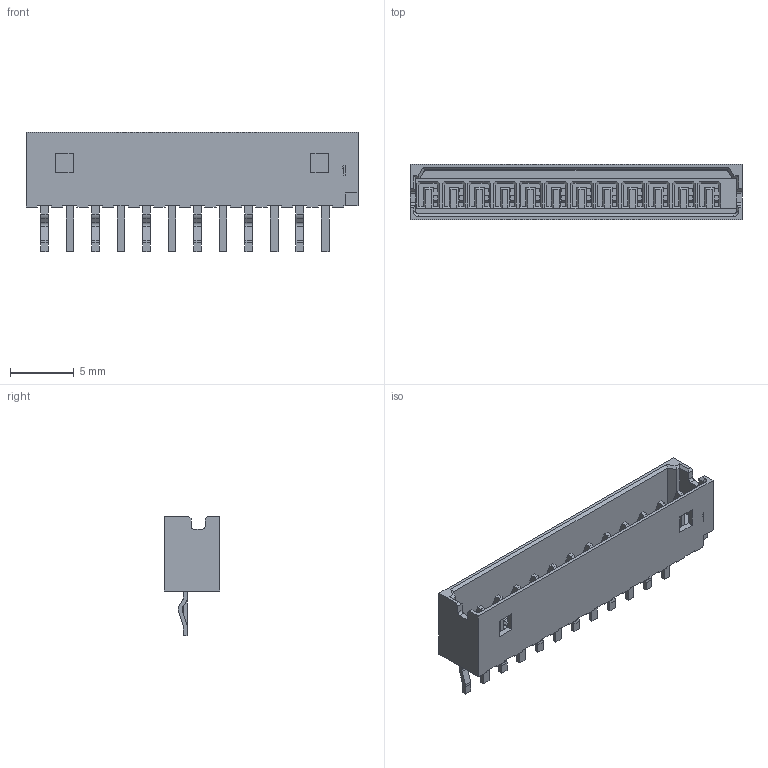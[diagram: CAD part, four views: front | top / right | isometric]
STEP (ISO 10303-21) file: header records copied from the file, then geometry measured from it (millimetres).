
FILE_DESCRIPTION((''),'2;1');
FILE_NAME('530141210','2014-02-27T',('me'),(''),'PRO/ENGINEER BY PARAMETRIC TECHNOLOGY CORPORATION, 2011490','PRO/ENGINEER BY PARAMETRIC TECHNOLOGY CORPORATION, 2011490','');
FILE_SCHEMA(('CONFIG_CONTROL_DESIGN'));
Length unit declared in the file: millimetre
Products named in the file (1): 530141210
Bounding box: 26 x 4.35 x 9.35 mm (x, y, z)
Volume: 297.8 mm3; surface area: 1027.9 mm2
Topology: 1 solids, 1 shells, 634 faces, 1663 edges, 1056 vertices
Faces by surface type: plane 590, cylinder 42, cone 2
Entity records: 18988 total; most frequent: CARTESIAN_POINT 3330, ORIENTED_EDGE 3278, DIRECTION 3043, EDGE_CURVE 1639, VECTOR 1553, LINE 1553, VERTEX_POINT 1032, AXIS2_PLACEMENT_3D 745
